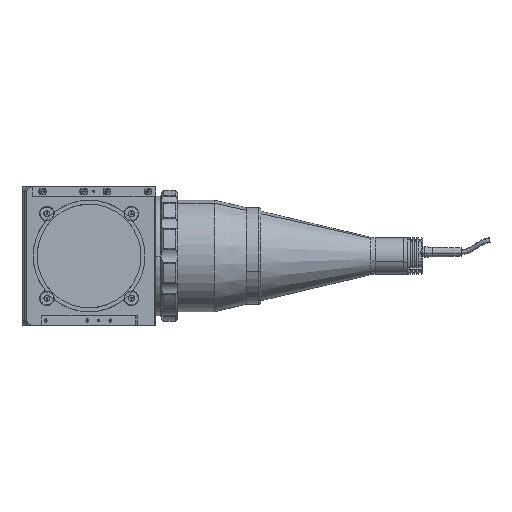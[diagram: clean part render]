
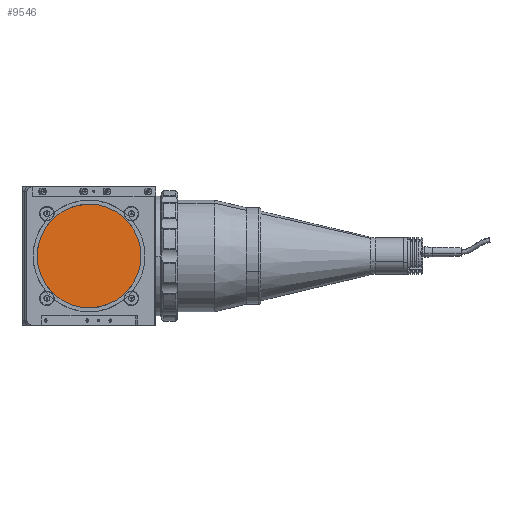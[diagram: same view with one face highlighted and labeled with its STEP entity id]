
A CAD part, left-side view. The second image highlights one B-rep face of the part: STEP entity #9546.
In plain terms, the highlighted planar face has unit normal (-0.707, -0.707, 0).
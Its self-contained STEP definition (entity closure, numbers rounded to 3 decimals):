
#1165 = CARTESIAN_POINT ( 'NONE',  ( 0., 0., 0. ) ) ;
#1626 = DIRECTION ( 'NONE',  ( 0.707, -0.707, 0. ) ) ;
#1951 = DIRECTION ( 'NONE',  ( 0., 0., 1. ) ) ;
#2948 = DIRECTION ( 'NONE',  ( 0.707, 0.707, 0. ) ) ;
#3177 = VERTEX_POINT ( 'NONE', #22373 ) ;
#6254 = VECTOR ( 'NONE', #1626, 1000. ) ;
#6456 = ORIENTED_EDGE ( 'NONE', *, *, #25284, .T. ) ;
#6755 = VERTEX_POINT ( 'NONE', #21503 ) ;
#7771 = CARTESIAN_POINT ( 'NONE',  ( 56.957, -56.957, -59.85 ) ) ;
#8112 = VERTEX_POINT ( 'NONE', #9209 ) ;
#9150 = EDGE_CURVE ( 'NONE', #17621, #6755, #11916, .T. ) ;
#9209 = CARTESIAN_POINT ( 'NONE',  ( 56.957, -56.957, 59.85 ) ) ;
#9546 = ADVANCED_FACE ( 'NONE', ( #18066 ), #25908, .F. ) ;
#9757 = DIRECTION ( 'NONE',  ( 0., 0., -1. ) ) ;
#11916 = LINE ( 'NONE', #7771, #6254 ) ;
#12449 = DIRECTION ( 'NONE',  ( -0.707, 0.707, 0. ) ) ;
#13418 = DIRECTION ( 'NONE',  ( 0., 0., -1. ) ) ;
#14684 = EDGE_LOOP ( 'NONE', ( #6456, #26150, #18525, #16650 ) ) ;
#14889 = LINE ( 'NONE', #20780, #22328 ) ;
#15537 = EDGE_CURVE ( 'NONE', #3177, #17621, #15587, .T. ) ;
#15587 = LINE ( 'NONE', #17639, #25375 ) ;
#16637 = VECTOR ( 'NONE', #12449, 1000. ) ;
#16650 = ORIENTED_EDGE ( 'NONE', *, *, #23923, .T. ) ;
#17621 = VERTEX_POINT ( 'NONE', #21208 ) ;
#17639 = CARTESIAN_POINT ( 'NONE',  ( -56.957, 56.957, -59.85 ) ) ;
#18066 = FACE_OUTER_BOUND ( 'NONE', #14684, .T. ) ;
#18249 = CARTESIAN_POINT ( 'NONE',  ( 56.957, -56.957, 59.85 ) ) ;
#18525 = ORIENTED_EDGE ( 'NONE', *, *, #9150, .T. ) ;
#20291 = LINE ( 'NONE', #18249, #16637 ) ;
#20780 = CARTESIAN_POINT ( 'NONE',  ( 56.957, -56.957, -59.85 ) ) ;
#21208 = CARTESIAN_POINT ( 'NONE',  ( -56.957, 56.957, -59.85 ) ) ;
#21503 = CARTESIAN_POINT ( 'NONE',  ( 56.957, -56.957, -59.85 ) ) ;
#22328 = VECTOR ( 'NONE', #1951, 1000. ) ;
#22373 = CARTESIAN_POINT ( 'NONE',  ( -56.957, 56.957, 59.85 ) ) ;
#23923 = EDGE_CURVE ( 'NONE', #6755, #8112, #14889, .T. ) ;
#25284 = EDGE_CURVE ( 'NONE', #8112, #3177, #20291, .T. ) ;
#25375 = VECTOR ( 'NONE', #9757, 1000. ) ;
#25583 = AXIS2_PLACEMENT_3D ( 'NONE', #1165, #2948, #13418 ) ;
#25908 = PLANE ( 'NONE',  #25583 ) ;
#26150 = ORIENTED_EDGE ( 'NONE', *, *, #15537, .T. ) ;
